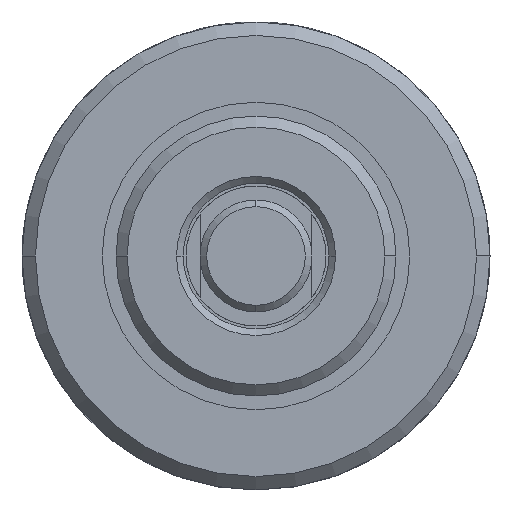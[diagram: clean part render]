
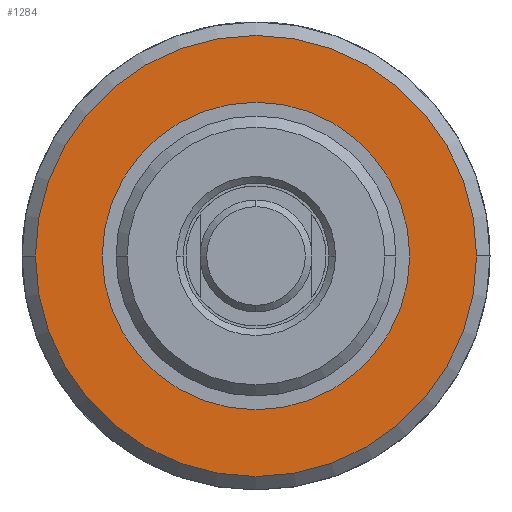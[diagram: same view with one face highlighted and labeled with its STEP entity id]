
A CAD part, left-side view. The second image highlights one B-rep face of the part: STEP entity #1284.
In plain terms, the highlighted planar face has unit normal (-1, 0, 0).
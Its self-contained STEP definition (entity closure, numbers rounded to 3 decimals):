
#19 = EDGE_CURVE ( 'NONE', #794, #2921, #1532, .T. ) ;
#387 = EDGE_CURVE ( 'NONE', #1585, #4014, #3166, .T. ) ;
#433 = ORIENTED_EDGE ( 'NONE', *, *, #387, .F. ) ;
#560 = CARTESIAN_POINT ( 'NONE',  ( 20.574, 0., -25.019 ) ) ;
#605 = DIRECTION ( 'NONE',  ( 0., 0., -1. ) ) ;
#648 = PLANE ( 'NONE',  #2761 ) ;
#794 = VERTEX_POINT ( 'NONE', #3554 ) ;
#843 = AXIS2_PLACEMENT_3D ( 'NONE', #3953, #1236, #605 ) ;
#1236 = DIRECTION ( 'NONE',  ( 1., 0., 0. ) ) ;
#1267 = CARTESIAN_POINT ( 'NONE',  ( 20.574, 0., 0. ) ) ;
#1284 = ADVANCED_FACE ( 'NONE', ( #3917, #2573 ), #648, .F. ) ;
#1302 = DIRECTION ( 'NONE',  ( 1., 0., 0. ) ) ;
#1315 = AXIS2_PLACEMENT_3D ( 'NONE', #1267, #1956, #2299 ) ;
#1532 = CIRCLE ( 'NONE', #1315, 17.437 ) ;
#1539 = CIRCLE ( 'NONE', #843, 17.437 ) ;
#1585 = VERTEX_POINT ( 'NONE', #3104 ) ;
#1833 = CARTESIAN_POINT ( 'NONE',  ( 20.574, 0., -17.437 ) ) ;
#1956 = DIRECTION ( 'NONE',  ( 1., 0., 0. ) ) ;
#2013 = CARTESIAN_POINT ( 'NONE',  ( 20.574, 0., 0. ) ) ;
#2164 = DIRECTION ( 'NONE',  ( 1., 0., 0. ) ) ;
#2299 = DIRECTION ( 'NONE',  ( 0., 0., -1. ) ) ;
#2377 = EDGE_LOOP ( 'NONE', ( #4182, #2592 ) ) ;
#2557 = EDGE_CURVE ( 'NONE', #2921, #794, #1539, .T. ) ;
#2573 = FACE_BOUND ( 'NONE', #2377, .T. ) ;
#2592 = ORIENTED_EDGE ( 'NONE', *, *, #19, .T. ) ;
#2761 = AXIS2_PLACEMENT_3D ( 'NONE', #3975, #1302, #3893 ) ;
#2849 = CIRCLE ( 'NONE', #3283, 25.019 ) ;
#2921 = VERTEX_POINT ( 'NONE', #1833 ) ;
#2951 = AXIS2_PLACEMENT_3D ( 'NONE', #2013, #3387, #4086 ) ;
#3104 = CARTESIAN_POINT ( 'NONE',  ( 20.574, 0., 25.019 ) ) ;
#3166 = CIRCLE ( 'NONE', #2951, 25.019 ) ;
#3283 = AXIS2_PLACEMENT_3D ( 'NONE', #4238, #2164, #3822 ) ;
#3293 = ORIENTED_EDGE ( 'NONE', *, *, #3761, .F. ) ;
#3387 = DIRECTION ( 'NONE',  ( 1., 0., 0. ) ) ;
#3554 = CARTESIAN_POINT ( 'NONE',  ( 20.574, 0., 17.437 ) ) ;
#3761 = EDGE_CURVE ( 'NONE', #4014, #1585, #2849, .T. ) ;
#3822 = DIRECTION ( 'NONE',  ( 0., 0., -1. ) ) ;
#3893 = DIRECTION ( 'NONE',  ( 0., 0., -1. ) ) ;
#3917 = FACE_OUTER_BOUND ( 'NONE', #4135, .T. ) ;
#3953 = CARTESIAN_POINT ( 'NONE',  ( 20.574, 0., 0. ) ) ;
#3975 = CARTESIAN_POINT ( 'NONE',  ( 20.574, 0., 0. ) ) ;
#4014 = VERTEX_POINT ( 'NONE', #560 ) ;
#4086 = DIRECTION ( 'NONE',  ( 0., 0., -1. ) ) ;
#4135 = EDGE_LOOP ( 'NONE', ( #433, #3293 ) ) ;
#4182 = ORIENTED_EDGE ( 'NONE', *, *, #2557, .T. ) ;
#4238 = CARTESIAN_POINT ( 'NONE',  ( 20.574, 0., 0. ) ) ;
